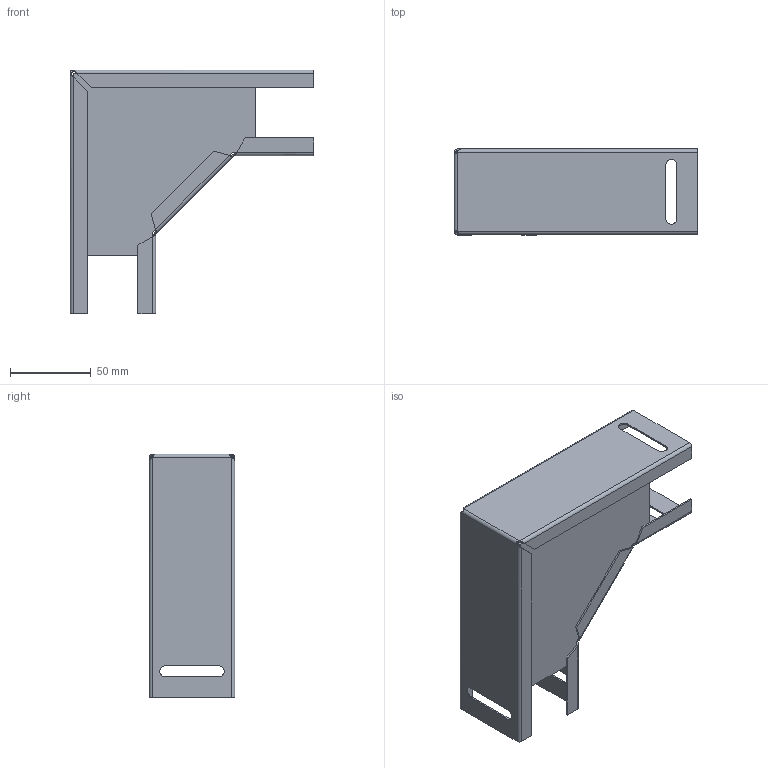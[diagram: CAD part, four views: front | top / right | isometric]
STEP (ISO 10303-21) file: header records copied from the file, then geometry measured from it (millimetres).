
FILE_DESCRIPTION (( 'STEP AP214' ), '1' );
FILE_NAME ('6074901_KSTP1.stp', '2018-04-19T05:18:23', ( '' ), ( '' ), 'SwSTEP 2.0', 'SolidWorks 2016', '' );
FILE_SCHEMA (( 'AUTOMOTIVE_DESIGN' ));
Length unit declared in the file: millimetre
Products named in the file (4): 001238_Standard; 001239_Standard; 001237_Standard; 6074901_KSTP1
Assembly tree (3 placements, depth 2):
  6074901_KSTP1
    001239_Standard
    001237_Standard
    001238_Standard
Bounding box: 151 x 53 x 151 mm (x, y, z)
Volume: 46641.7 mm3; surface area: 85721 mm2
Topology: 3 solids, 3 shells, 159 faces, 355 edges, 202 vertices
Faces by surface type: plane 101, cylinder 34, bspline 24
Entity records: 4781 total; most frequent: CARTESIAN_POINT 1376, ORIENTED_EDGE 710, DIRECTION 579, EDGE_CURVE 355, LINE 233, VECTOR 233, VERTEX_POINT 202, AXIS2_PLACEMENT_3D 173
